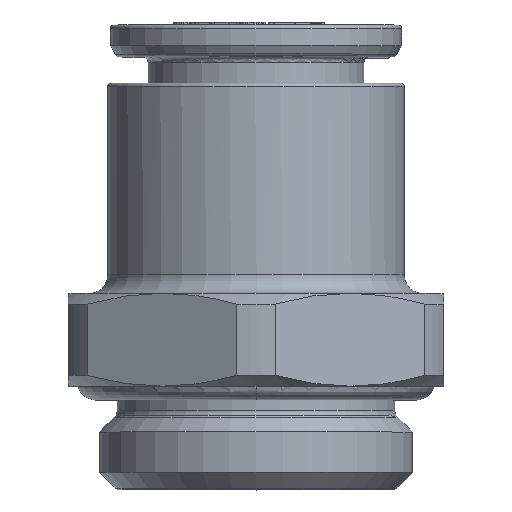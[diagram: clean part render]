
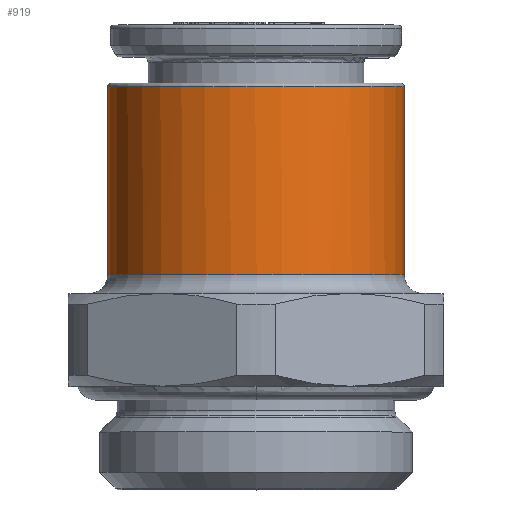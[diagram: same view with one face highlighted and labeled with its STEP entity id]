
A CAD part, top view. The second image highlights one B-rep face of the part: STEP entity #919.
In plain terms, the highlighted cylindrical face has radius 7.9 mm (diameter 15.8 mm), a partial arc.
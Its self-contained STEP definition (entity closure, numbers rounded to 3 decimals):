
#919=ADVANCED_FACE('',(#2421),#2422,.T.);
#2421=FACE_OUTER_BOUND('',#6391,.T.);
#2422=CYLINDRICAL_SURFACE('',#6392,7.9);
#6391=EDGE_LOOP('',(#11988,#11989,#11990,#11991,#11992,#11993));
#6392=AXIS2_PLACEMENT_3D('',#11994,#11995,#11996);
#11988=ORIENTED_EDGE('',*,*,#13888,.F.);
#11989=ORIENTED_EDGE('',*,*,#14049,.F.);
#11990=ORIENTED_EDGE('',*,*,#13801,.F.);
#11991=ORIENTED_EDGE('',*,*,#13887,.T.);
#11992=ORIENTED_EDGE('',*,*,#13803,.F.);
#11993=ORIENTED_EDGE('',*,*,#14048,.F.);
#11994=CARTESIAN_POINT('',(0.0,16.958,0.0));
#11995=DIRECTION('',(0.0,1.0,-0.0));
#11996=DIRECTION('',(-1.0,0.0,0.0));
#13801=EDGE_CURVE('',#16681,#16677,#16683,.T.);
#13803=EDGE_CURVE('',#16684,#16687,#16688,.T.);
#13887=EDGE_CURVE('',#16681,#16687,#16827,.T.);
#13888=EDGE_CURVE('',#16721,#16711,#16828,.T.);
#14048=EDGE_CURVE('',#16711,#16684,#17076,.T.);
#14049=EDGE_CURVE('',#16677,#16721,#17077,.T.);
#16677=VERTEX_POINT('',#22000);
#16681=VERTEX_POINT('',#22004);
#16683=CIRCLE('',#22006,7.9);
#16684=VERTEX_POINT('',#22007);
#16687=VERTEX_POINT('',#22010);
#16688=CIRCLE('',#22011,7.9);
#16711=VERTEX_POINT('',#22038);
#16721=VERTEX_POINT('',#22048);
#16827=LINE('',#22318,#22319);
#16828=LINE('',#22320,#22321);
#17076=CIRCLE('',#22715,7.9);
#17077=CIRCLE('',#22716,7.9);
#22000=CARTESIAN_POINT('',(-7.9,5.95,0.061));
#22004=CARTESIAN_POINT('',(7.9,5.95,0.0));
#22006=AXIS2_PLACEMENT_3D('',#25117,#25118,#25119);
#22007=CARTESIAN_POINT('',(7.9,15.95,0.083));
#22010=CARTESIAN_POINT('',(7.9,15.95,0.0));
#22011=AXIS2_PLACEMENT_3D('',#25123,#25124,#25125);
#22038=CARTESIAN_POINT('',(-7.9,15.95,0.0));
#22048=CARTESIAN_POINT('',(-7.9,5.95,0.0));
#22318=CARTESIAN_POINT('',(7.9,5.95,0.));
#22319=VECTOR('',#25271,10.0);
#22320=CARTESIAN_POINT('',(-7.9,5.95,0.));
#22321=VECTOR('',#25272,10.0);
#22715=AXIS2_PLACEMENT_3D('',#25578,#25579,#25580);
#22716=AXIS2_PLACEMENT_3D('',#25581,#25582,#25583);
#25117=CARTESIAN_POINT('',(0.0,5.95,0.0));
#25118=DIRECTION('',(0.0,-1.0,0.0));
#25119=DIRECTION('',(1.0,0.0,0.0));
#25123=CARTESIAN_POINT('',(0.0,15.95,0.0));
#25124=DIRECTION('',(0.0,1.0,0.0));
#25125=DIRECTION('',(-1.0,0.0,0.0));
#25271=DIRECTION('',(0.0,1.0,0.));
#25272=DIRECTION('',(0.0,1.0,0.));
#25578=CARTESIAN_POINT('',(0.0,15.95,0.0));
#25579=DIRECTION('',(0.0,1.0,0.0));
#25580=DIRECTION('',(-1.0,0.0,0.0));
#25581=CARTESIAN_POINT('',(0.0,5.95,0.0));
#25582=DIRECTION('',(0.0,-1.0,0.0));
#25583=DIRECTION('',(1.0,0.0,0.0));
